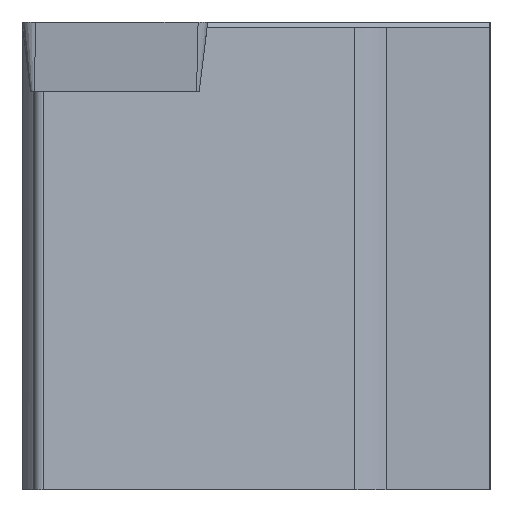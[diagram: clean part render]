
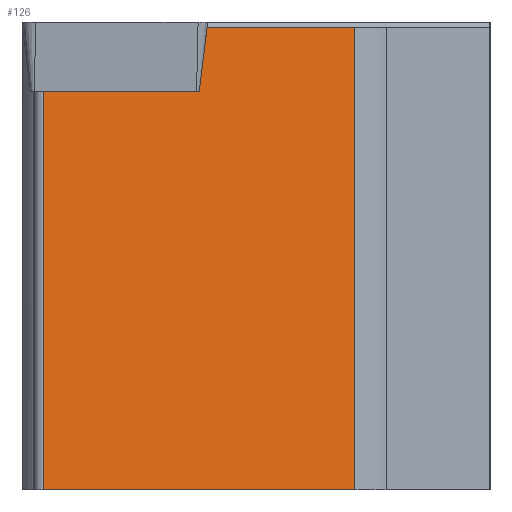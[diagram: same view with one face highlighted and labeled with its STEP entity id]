
A CAD part, left-side view. The second image highlights one B-rep face of the part: STEP entity #126.
In plain terms, the highlighted planar face has unit normal (-0.985, -0.174, 0).
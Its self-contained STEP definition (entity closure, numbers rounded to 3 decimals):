
#126=ADVANCED_FACE('',(#171),#151,.F.);
#151=PLANE('',#580);
#171=FACE_OUTER_BOUND('',#197,.T.);
#197=EDGE_LOOP('',(#253,#254,#255,#256,#257,#258));
#253=ORIENTED_EDGE('',*,*,#424,.F.);
#254=ORIENTED_EDGE('',*,*,#425,.F.);
#255=ORIENTED_EDGE('',*,*,#423,.T.);
#256=ORIENTED_EDGE('',*,*,#426,.F.);
#257=ORIENTED_EDGE('',*,*,#427,.F.);
#258=ORIENTED_EDGE('',*,*,#408,.F.);
#365=VERTEX_POINT('',#751);
#366=VERTEX_POINT('',#753);
#377=VERTEX_POINT('',#779);
#378=VERTEX_POINT('',#781);
#379=VERTEX_POINT('',#785);
#380=VERTEX_POINT('',#788);
#408=EDGE_CURVE('',#365,#366,#473,.T.);
#423=EDGE_CURVE('',#377,#378,#484,.T.);
#424=EDGE_CURVE('',#379,#365,#485,.T.);
#425=EDGE_CURVE('',#377,#379,#486,.T.);
#426=EDGE_CURVE('',#380,#378,#487,.T.);
#427=EDGE_CURVE('',#366,#380,#488,.T.);
#473=LINE('',#752,#523);
#484=LINE('',#782,#534);
#485=LINE('',#784,#535);
#486=LINE('',#786,#536);
#487=LINE('',#787,#537);
#488=LINE('',#789,#538);
#523=VECTOR('',#617,1.);
#534=VECTOR('',#640,1.);
#535=VECTOR('',#643,1.);
#536=VECTOR('',#644,1.);
#537=VECTOR('',#645,1.);
#538=VECTOR('',#646,1.);
#580=AXIS2_PLACEMENT_3D('',#790,#647,#648);
#617=DIRECTION('',(0.174,-0.985,0.));
#640=DIRECTION('',(0.,0.,-1.));
#643=DIRECTION('',(0.021,-0.122,0.992));
#644=DIRECTION('',(0.174,-0.985,0.));
#645=DIRECTION('',(-0.174,0.985,0.));
#646=DIRECTION('',(0.,0.,-1.));
#647=DIRECTION('',(0.985,0.174,0.));
#648=DIRECTION('',(0.174,-0.985,0.));
#751=CARTESIAN_POINT('',(1.514,25.675,-0.2));
#752=CARTESIAN_POINT('',(0.53,31.256,-0.2));
#753=CARTESIAN_POINT('',(2.405,20.621,-0.2));
#779=CARTESIAN_POINT('',(0.53,31.256,-2.38));
#781=CARTESIAN_POINT('',(0.53,31.256,-16.));
#782=CARTESIAN_POINT('',(0.53,31.256,-30.));
#784=CARTESIAN_POINT('',(0.863,29.363,-30.24));
#785=CARTESIAN_POINT('',(1.466,25.942,-2.38));
#786=CARTESIAN_POINT('',(0.53,31.256,-2.38));
#787=CARTESIAN_POINT('',(0.53,31.256,-16.));
#788=CARTESIAN_POINT('',(2.405,20.621,-16.));
#789=CARTESIAN_POINT('',(2.405,20.621,-30.));
#790=CARTESIAN_POINT('',(0.53,31.256,-30.));
